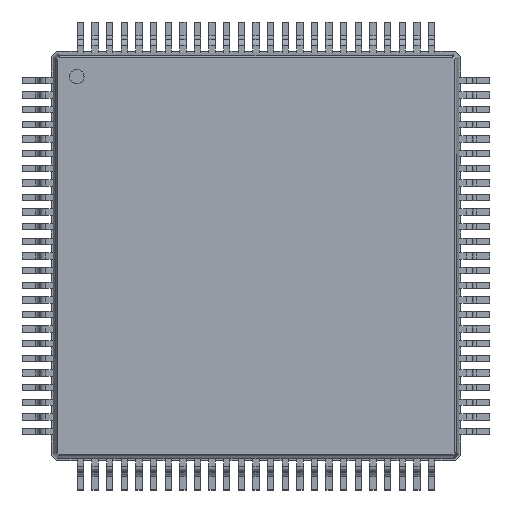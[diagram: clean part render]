
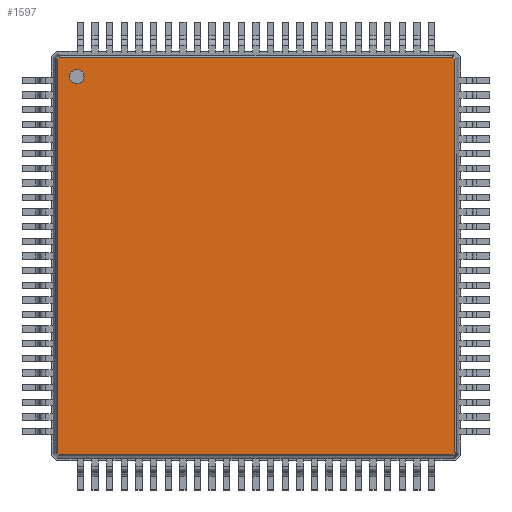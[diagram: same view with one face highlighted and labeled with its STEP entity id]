
A CAD part, top view. The second image highlights one B-rep face of the part: STEP entity #1597.
In plain terms, the highlighted planar face has unit normal (0, 0, 1).
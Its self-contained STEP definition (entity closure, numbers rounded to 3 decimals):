
#13=DIRECTION('',(0.,0.,1.));
#43=CARTESIAN_POINT('',(-6.74,6.829,1.1));
#281=VERTEX_POINT('',#282);
#282=CARTESIAN_POINT('',(-6.724,6.789,1.1));
#299=EDGE_CURVE('',#281,#300,#302,.T.);
#300=VERTEX_POINT('',#301);
#301=CARTESIAN_POINT('',(6.724,6.789,1.1));
#302=B_SPLINE_CURVE_WITH_KNOTS('',2,(#303,#304,#305,#306,#307),.UNSPECIFIED.,.F.,.F.,(3,1,1,3),(-0.7,-0.04,13.52,14.18),.UNSPECIFIED.);
#303=CARTESIAN_POINT('',(-7.44,6.789,1.1));
#304=CARTESIAN_POINT('',(-7.11,6.789,1.1));
#305=CARTESIAN_POINT('',(0.,6.789,1.1));
#306=CARTESIAN_POINT('',(7.11,6.789,1.1));
#307=CARTESIAN_POINT('',(7.44,6.789,1.1));
#1269=DIRECTION('',(0.,-1.,0.));
#1528=EDGE_CURVE('',#300,#1529,#1531,.T.);
#1529=VERTEX_POINT('',#1530);
#1530=CARTESIAN_POINT('',(6.789,6.724,1.1));
#1531=B_SPLINE_CURVE_WITH_KNOTS('',2,(#1532,#1533,#1534,#1535,#1536),.UNSPECIFIED.,.F.,.F.,(3,1,1,3),(-0.291,-0.04,0.167,0.418),.UNSPECIFIED.);
#1532=CARTESIAN_POINT('',(6.505,7.007,1.1));
#1533=CARTESIAN_POINT('',(6.594,6.918,1.1));
#1534=CARTESIAN_POINT('',(6.756,6.756,1.1));
#1535=CARTESIAN_POINT('',(6.918,6.594,1.1));
#1536=CARTESIAN_POINT('',(7.007,6.505,1.1));
#1565=VERTEX_POINT('',#1566);
#1566=CARTESIAN_POINT('',(-6.789,6.724,1.1));
#1583=EDGE_CURVE('',#1565,#281,#1584,.T.);
#1584=B_SPLINE_CURVE_WITH_KNOTS('',2,(#1585,#1586,#1587,#1588,#1589),.UNSPECIFIED.,.F.,.F.,(3,1,1,3),(-0.291,-0.04,0.167,0.418),.UNSPECIFIED.);
#1585=CARTESIAN_POINT('',(-7.007,6.505,1.1));
#1586=CARTESIAN_POINT('',(-6.918,6.594,1.1));
#1587=CARTESIAN_POINT('',(-6.756,6.756,1.1));
#1588=CARTESIAN_POINT('',(-6.594,6.918,1.1));
#1589=CARTESIAN_POINT('',(-6.505,7.007,1.1));
#1597=ADVANCED_FACE('',(#1598,#1651),#1661,.T.);
#1598=FACE_BOUND('',#1599,.T.);
#1599=EDGE_LOOP('',(#1600,#1601,#1602,#1612,#1622,#1632,#1642,#1650));
#1600=ORIENTED_EDGE('',*,*,#299,.F.);
#1601=ORIENTED_EDGE('',*,*,#1583,.F.);
#1602=ORIENTED_EDGE('',*,*,#1603,.F.);
#1603=EDGE_CURVE('',#1604,#1565,#1606,.T.);
#1604=VERTEX_POINT('',#1605);
#1605=CARTESIAN_POINT('',(-6.789,-6.724,1.1));
#1606=B_SPLINE_CURVE_WITH_KNOTS('',2,(#1607,#1608,#1609,#1610,#1611),.UNSPECIFIED.,.F.,.F.,(3,1,1,3),(-0.7,-0.04,13.52,14.18),.UNSPECIFIED.);
#1607=CARTESIAN_POINT('',(-6.789,-7.44,1.1));
#1608=CARTESIAN_POINT('',(-6.789,-7.11,1.1));
#1609=CARTESIAN_POINT('',(-6.789,0.,1.1));
#1610=CARTESIAN_POINT('',(-6.789,7.11,1.1));
#1611=CARTESIAN_POINT('',(-6.789,7.44,1.1));
#1612=ORIENTED_EDGE('',*,*,#1613,.F.);
#1613=EDGE_CURVE('',#1614,#1604,#1616,.T.);
#1614=VERTEX_POINT('',#1615);
#1615=CARTESIAN_POINT('',(-6.724,-6.789,1.1));
#1616=B_SPLINE_CURVE_WITH_KNOTS('',2,(#1617,#1618,#1619,#1620,#1621),.UNSPECIFIED.,.F.,.F.,(3,1,1,3),(-0.291,-0.04,0.167,0.418),.UNSPECIFIED.);
#1617=CARTESIAN_POINT('',(-6.505,-7.007,1.1));
#1618=CARTESIAN_POINT('',(-6.594,-6.918,1.1));
#1619=CARTESIAN_POINT('',(-6.756,-6.756,1.1));
#1620=CARTESIAN_POINT('',(-6.918,-6.594,1.1));
#1621=CARTESIAN_POINT('',(-7.007,-6.505,1.1));
#1622=ORIENTED_EDGE('',*,*,#1623,.F.);
#1623=EDGE_CURVE('',#1624,#1614,#1626,.T.);
#1624=VERTEX_POINT('',#1625);
#1625=CARTESIAN_POINT('',(6.724,-6.789,1.1));
#1626=B_SPLINE_CURVE_WITH_KNOTS('',2,(#1627,#1628,#1629,#1630,#1631),.UNSPECIFIED.,.F.,.F.,(3,1,1,3),(-0.7,-0.04,13.52,14.18),.UNSPECIFIED.);
#1627=CARTESIAN_POINT('',(7.44,-6.789,1.1));
#1628=CARTESIAN_POINT('',(7.11,-6.789,1.1));
#1629=CARTESIAN_POINT('',(0.,-6.789,1.1));
#1630=CARTESIAN_POINT('',(-7.11,-6.789,1.1));
#1631=CARTESIAN_POINT('',(-7.44,-6.789,1.1));
#1632=ORIENTED_EDGE('',*,*,#1633,.F.);
#1633=EDGE_CURVE('',#1634,#1624,#1636,.T.);
#1634=VERTEX_POINT('',#1635);
#1635=CARTESIAN_POINT('',(6.789,-6.724,1.1));
#1636=B_SPLINE_CURVE_WITH_KNOTS('',2,(#1637,#1638,#1639,#1640,#1641),.UNSPECIFIED.,.F.,.F.,(3,1,1,3),(-0.291,-0.04,0.167,0.418),.UNSPECIFIED.);
#1637=CARTESIAN_POINT('',(7.007,-6.505,1.1));
#1638=CARTESIAN_POINT('',(6.918,-6.594,1.1));
#1639=CARTESIAN_POINT('',(6.756,-6.756,1.1));
#1640=CARTESIAN_POINT('',(6.594,-6.918,1.1));
#1641=CARTESIAN_POINT('',(6.505,-7.007,1.1));
#1642=ORIENTED_EDGE('',*,*,#1643,.F.);
#1643=EDGE_CURVE('',#1529,#1634,#1644,.T.);
#1644=B_SPLINE_CURVE_WITH_KNOTS('',2,(#1645,#1646,#1647,#1648,#1649),.UNSPECIFIED.,.F.,.F.,(3,1,1,3),(-0.7,-0.04,13.52,14.18),.UNSPECIFIED.);
#1645=CARTESIAN_POINT('',(6.789,7.44,1.1));
#1646=CARTESIAN_POINT('',(6.789,7.11,1.1));
#1647=CARTESIAN_POINT('',(6.789,0.,1.1));
#1648=CARTESIAN_POINT('',(6.789,-7.11,1.1));
#1649=CARTESIAN_POINT('',(6.789,-7.44,1.1));
#1650=ORIENTED_EDGE('',*,*,#1528,.F.);
#1651=FACE_BOUND('',#1652,.T.);
#1652=EDGE_LOOP('',(#1653));
#1653=ORIENTED_EDGE('',*,*,#1654,.T.);
#1654=EDGE_CURVE('',#1655,#1655,#1657,.T.);
#1655=VERTEX_POINT('',#1656);
#1656=CARTESIAN_POINT('',(-6.129,5.879,1.1));
#1657=CIRCLE('',#1658,0.25);
#1658=AXIS2_PLACEMENT_3D('',#1659,#1660,#1269);
#1659=CARTESIAN_POINT('',(-6.129,6.129,1.1));
#1660=DIRECTION('',(0.,-0.,-1.));
#1661=PLANE('',#1662);
#1662=AXIS2_PLACEMENT_3D('',#43,#13,#1663);
#1663=DIRECTION('',(0.702,-0.712,0.));
